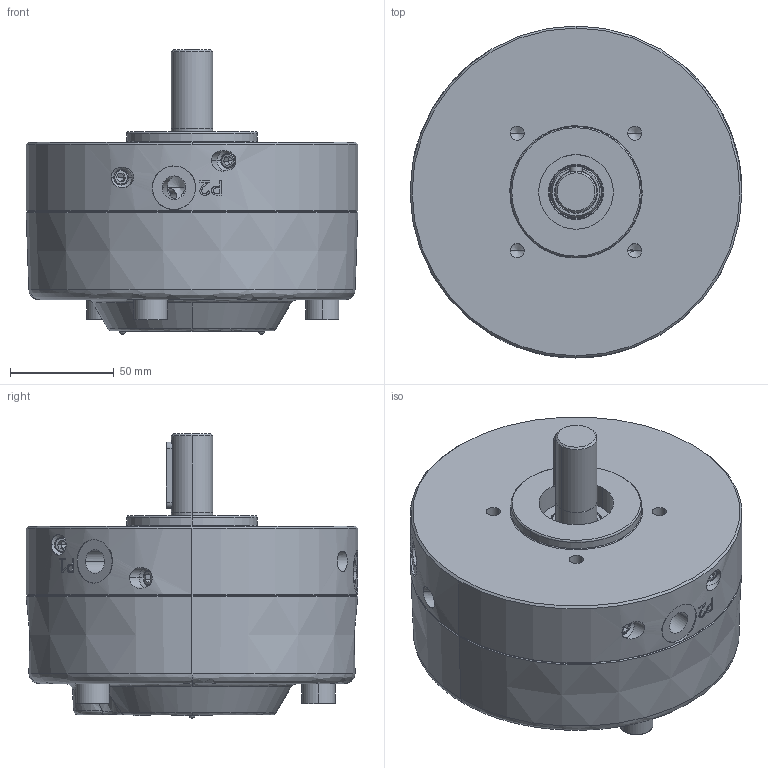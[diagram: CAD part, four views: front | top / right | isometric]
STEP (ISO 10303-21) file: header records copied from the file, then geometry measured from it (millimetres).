
FILE_DESCRIPTION (( 'STEP AP214' ), '1' );
FILE_NAME ('MRK701_3x2 pistons.STEP', '2021-03-12T07:21:09', ( '' ), ( '' ), 'SwSTEP 2.0', 'SolidWorks 2020', '' );
FILE_SCHEMA (( 'AUTOMOTIVE_DESIGN' ));
Length unit declared in the file: millimetre
Products named in the file (1): MRK701_3x2 pistons
Bounding box: 160 x 160 x 137.1 mm (x, y, z)
Volume: 1597308.6 mm3; surface area: 105954.9 mm2
Topology: 1 solids, 23 shells, 1085 faces, 2629 edges, 1649 vertices
Faces by surface type: plane 481, bspline 330, cylinder 157, cone 117
Entity records: 50871 total; most frequent: CARTESIAN_POINT 27665, ORIENTED_EDGE 5198, DIRECTION 4125, EDGE_CURVE 2599, VERTEX_POINT 1649, AXIS2_PLACEMENT_3D 1414, LINE 1297, VECTOR 1297
